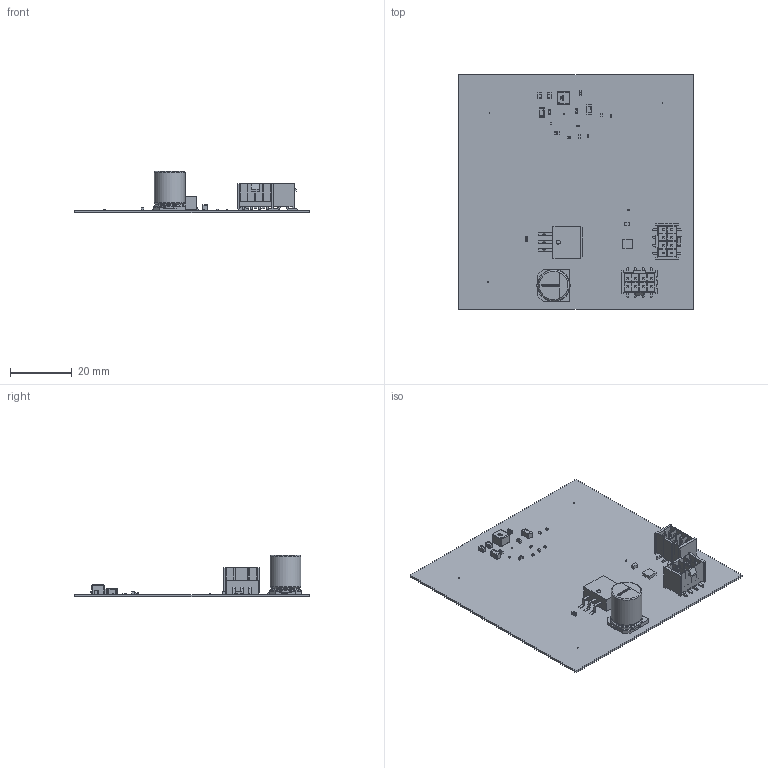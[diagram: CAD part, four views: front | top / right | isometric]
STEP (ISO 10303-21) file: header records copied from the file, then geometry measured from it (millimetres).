
FILE_DESCRIPTION(('Open CASCADE Model'),'2;1');
FILE_NAME('Open CASCADE Shape Model','2022-10-06T00:19:40',('Author'),( 'Open CASCADE'),'Open CASCADE STEP processor 7.5','Open CASCADE 7.5' ,'Unknown');
FILE_SCHEMA(('AUTOMOTIVE_DESIGN { 1 0 10303 214 1 1 1 1 }'));
Length unit declared in the file: millimetre
Products named in the file (100): PCB; Board; Open CASCADE STEP translator 7.5 1.1.1; U3; 6125610976; Extruded; R5; Res_Vishay_CRCW04021K00FKED_eec; body; pad; top; Vishay; R4; R3; R2; R1; 7802198864; 6498083088; J5; J4; J2; C13; 6151488336; 6605088752; C9; Cap_Murata_GRM188R61E225KA12D_eec; 1; 2; Murata Logo 3; C8; C7; Cap_Murata_GRM31CR71E106KA12L_eec; side; Murata; C6; C5; Cap_Murata_GRM155R71C104KA88D_eec; U2; 6147173536; Open CASCADE STEP translator 6.8 7.1 ...
Assembly tree (119 placements, depth 5):
  PCB
    Board
      Open CASCADE STEP translator 7.5 1.1.1
    U3
      6125610976
        Extruded
    R5
      Res_Vishay_CRCW04021K00FKED_eec
        body
        pad  x2
        top
        Vishay
    R4
      Res_Vishay_CRCW04021K00FKED_eec
        body
        pad  x2
        top
        Vishay
    R3
      Res_Vishay_CRCW04021K00FKED_eec
        body
        pad  x2
        top
        Vishay
    R2
      Res_Vishay_CRCW04021K00FKED_eec
        body
        pad  x2
        top
        Vishay
    R1
      7802198864  x2
        Extruded
      6498083088
        Extruded
    J5
      6125610976
        Extruded
    J4
      6125610976
        Extruded
    J2
      6125610976
        Extruded
    C13
      6151488336
        Extruded
      6605088752  x2
        Extruded
    C9
      Cap_Murata_GRM188R61E225KA12D_eec
        1
        2
        Murata Logo 3
    C8
      Cap_Murata_GRM188R61E225KA12D_eec
        1
        2
        Murata Logo 3
    C7
Bounding box: 76.2 x 76.2 x 13.4 mm (x, y, z)
Volume: 6217.7 mm3; surface area: 15794.2 mm2
Topology: 169 solids, 170 shells, 3638 faces, 9171 edges, 5869 vertices
Faces by surface type: plane 2205, bspline 679, cylinder 592, sphere 156, torus 6
Full cylindrical faces by diameter (mm): 0.34 x1, 1.3 x1, 9.25 x1, 10 x2
Entity records: 76954 total; most frequent: CARTESIAN_POINT 19722, ORIENTED_EDGE 11315, DIRECTION 8986, EDGE_CURVE 5658, LINE 3784, VECTOR 3784, VERTEX_POINT 3659, AXIS2_PLACEMENT_3D 2601
